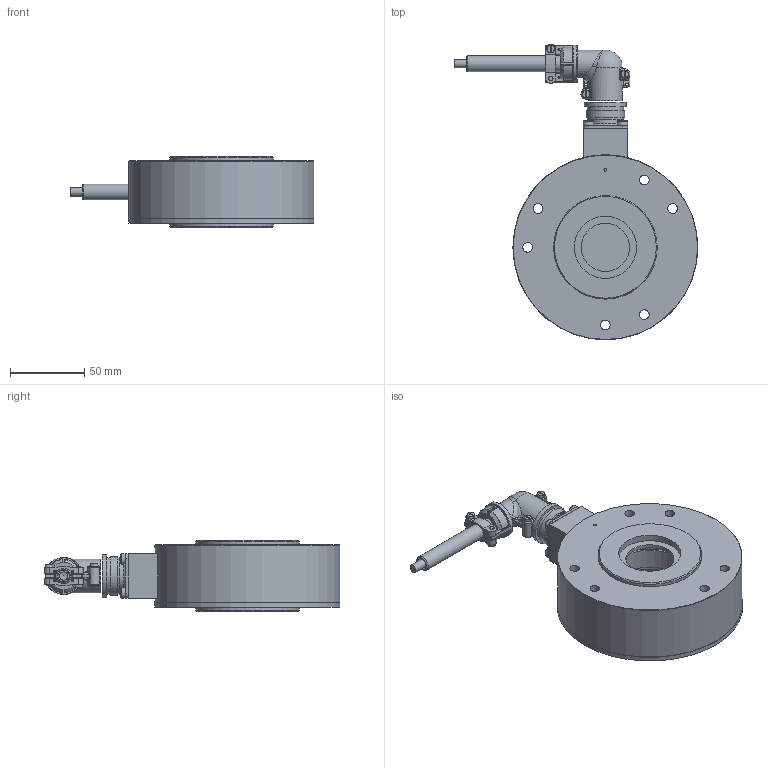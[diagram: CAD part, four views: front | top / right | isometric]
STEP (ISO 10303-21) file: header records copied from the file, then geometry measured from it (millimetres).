
FILE_DESCRIPTION (( 'STEP AP214' ), '1' );
FILE_NAME ('a_BZA2-25-160N...1600N-S STEP.STEP', '2024-09-27T12:47:28', ( '' ), ( '' ), 'SwSTEP 2.0', 'SolidWorks 2023', '' );
FILE_SCHEMA (( 'AUTOMOTIVE_DESIGN' ));
Length unit declared in the file: millimetre
Products named in the file (1): a_BZA2-25-160N...1600N-S STEP
Bounding box: 164.73 x 199.85 x 48 mm (x, y, z)
Surface area: 128899.9 mm2 (no closed solid volume)
Topology: 0 solids, 25 shells, 496 faces, 1321 edges, 827 vertices
Faces by surface type: cylinder 183, plane 167, torus 64, bspline 50, cone 20, sphere 12
Full cylindrical faces by diameter (mm): 1.3 x2, 1.8 x2, 2 x6, 2.5 x10, 3 x2, 3.4 x4, 4 x1, 5 x2, 5.7 x1, 6.6 x12, 7 x4, 7.9 x1, 10.6 x1, 11.2 x1, 18.5 x1, 20 x1, 22 x1, 22.5 x1, 24 x1, 24.5 x2, 25 x1, 26 x1, 28.5 x1, 32.5 x1, 42 x1, 52 x3, 55 x2, 70 x2, 95.9 x1, 96 x1
Entity records: 17516 total; most frequent: CARTESIAN_POINT 5975, DIRECTION 2451, ORIENTED_EDGE 2106, EDGE_CURVE 1178, AXIS2_PLACEMENT_3D 1000, VERTEX_POINT 790, EDGE_LOOP 687, FACE_OUTER_BOUND 576
